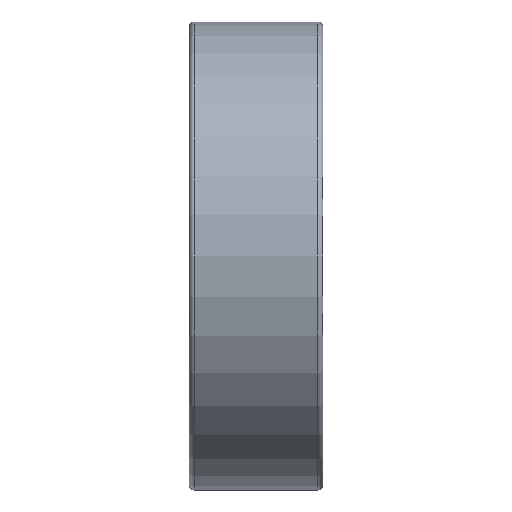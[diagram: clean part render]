
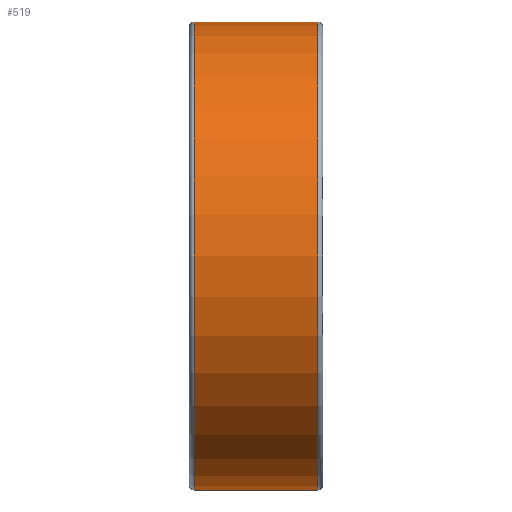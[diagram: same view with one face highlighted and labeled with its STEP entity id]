
A CAD part, front view. The second image highlights one B-rep face of the part: STEP entity #519.
In plain terms, the highlighted cylindrical face has radius 14 mm (diameter 28 mm), a partial arc.
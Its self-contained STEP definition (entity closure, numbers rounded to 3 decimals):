
#107 = ORIENTED_EDGE ( 'NONE', *, *, #6358, .T. ) ;
#265 = LINE ( 'NONE', #2549, #2154 ) ;
#519 = ADVANCED_FACE ( 'NONE', ( #12783 ), #5836, .T. ) ;
#584 = VERTEX_POINT ( 'NONE', #8855 ) ;
#1275 = EDGE_CURVE ( 'NONE', #5722, #11132, #1528, .T. ) ;
#1528 = CIRCLE ( 'NONE', #7987, 14. ) ;
#1556 = LINE ( 'NONE', #6374, #12043 ) ;
#2154 = VECTOR ( 'NONE', #9355, 1000. ) ;
#2460 = AXIS2_PLACEMENT_3D ( 'NONE', #3234, #7135, #7936 ) ;
#2549 = CARTESIAN_POINT ( 'NONE',  ( -8.497, 0., 14. ) ) ;
#3234 = CARTESIAN_POINT ( 'NONE',  ( -3.7, 0., 0. ) ) ;
#3272 = CARTESIAN_POINT ( 'NONE',  ( -8.497, 0., 0. ) ) ;
#3510 = CARTESIAN_POINT ( 'NONE',  ( -3.7, 0., -14. ) ) ;
#3716 = CIRCLE ( 'NONE', #2460, 14. ) ;
#3780 = ORIENTED_EDGE ( 'NONE', *, *, #1275, .T. ) ;
#3829 = DIRECTION ( 'NONE',  ( 0., 0., 1. ) ) ;
#4043 = ORIENTED_EDGE ( 'NONE', *, *, #11702, .F. ) ;
#4092 = VERTEX_POINT ( 'NONE', #3510 ) ;
#4589 = DIRECTION ( 'NONE',  ( 0., 0., 1. ) ) ;
#5722 = VERTEX_POINT ( 'NONE', #11020 ) ;
#5836 = CYLINDRICAL_SURFACE ( 'NONE', #5887, 14. ) ;
#5887 = AXIS2_PLACEMENT_3D ( 'NONE', #3272, #11160, #3829 ) ;
#6219 = CARTESIAN_POINT ( 'NONE',  ( 3.7, 0., 14. ) ) ;
#6358 = EDGE_CURVE ( 'NONE', #11132, #584, #265, .T. ) ;
#6374 = CARTESIAN_POINT ( 'NONE',  ( -8.497, 0., -14. ) ) ;
#6916 = EDGE_LOOP ( 'NONE', ( #4043, #3780, #107, #10639 ) ) ;
#7135 = DIRECTION ( 'NONE',  ( -1., 0., 0. ) ) ;
#7522 = CARTESIAN_POINT ( 'NONE',  ( 3.7, 0., 0. ) ) ;
#7936 = DIRECTION ( 'NONE',  ( 0., 0., 1. ) ) ;
#7987 = AXIS2_PLACEMENT_3D ( 'NONE', #7522, #9558, #4589 ) ;
#8347 = DIRECTION ( 'NONE',  ( -1., 0., 0. ) ) ;
#8855 = CARTESIAN_POINT ( 'NONE',  ( -3.7, 0., 14. ) ) ;
#9355 = DIRECTION ( 'NONE',  ( -1., 0., 0. ) ) ;
#9558 = DIRECTION ( 'NONE',  ( -1., 0., 0. ) ) ;
#10639 = ORIENTED_EDGE ( 'NONE', *, *, #11836, .F. ) ;
#11020 = CARTESIAN_POINT ( 'NONE',  ( 3.7, 0., -14. ) ) ;
#11132 = VERTEX_POINT ( 'NONE', #6219 ) ;
#11160 = DIRECTION ( 'NONE',  ( -1., 0., 0. ) ) ;
#11702 = EDGE_CURVE ( 'NONE', #5722, #4092, #1556, .T. ) ;
#11836 = EDGE_CURVE ( 'NONE', #4092, #584, #3716, .T. ) ;
#12043 = VECTOR ( 'NONE', #8347, 1000. ) ;
#12783 = FACE_OUTER_BOUND ( 'NONE', #6916, .T. ) ;
